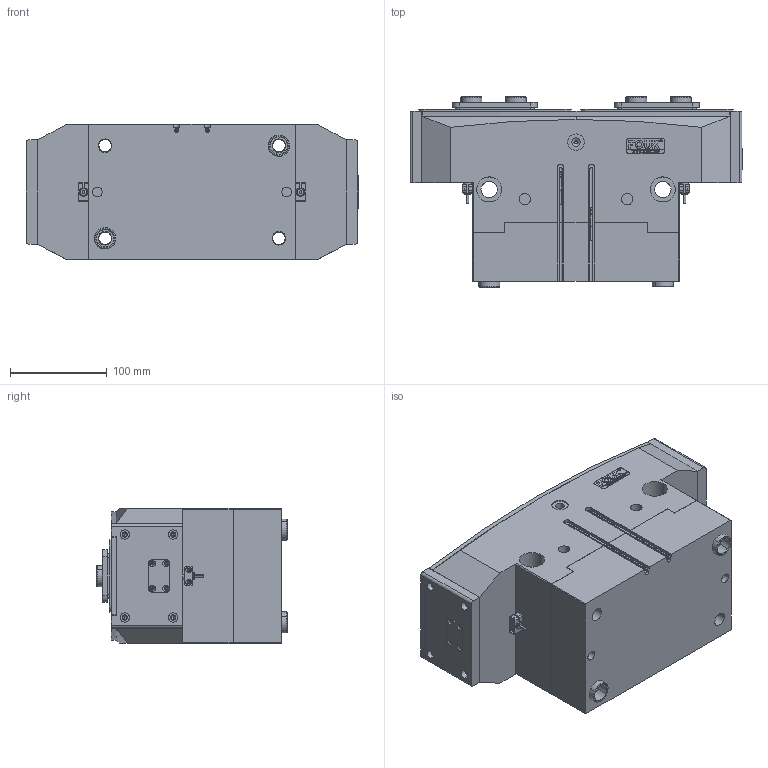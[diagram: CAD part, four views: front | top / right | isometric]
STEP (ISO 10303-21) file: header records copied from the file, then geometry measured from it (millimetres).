
FILE_DESCRIPTION (( 'STEP AP203' ), '1' );
FILE_NAME ('FR136-320-S-P-NO.STEP', '2025-05-07T01:17:13', ( 'USER-' ), ( 'Microsoft' ), 'SwSTEP 2.0', 'SolidWorks 2018', '' );
FILE_SCHEMA (( 'CONFIG_CONTROL_DESIGN' ));
Length unit declared in the file: millimetre
Products named in the file (19): 22x16-25杶种; TRT136-320-S饜滅鳥; 8-30 換覜ん; TRT136-320-M-14 忒硌薊啣; TRT136-320-SX-02 喘倛賑輸; P-GS-T-01 喘倛蚚標釱; 40x15-R2.5; TRT136-320-M-12 耜猾极; 内六角圆柱头螺钉[GBT70_1-2008][M2.5×8]_M2.5×8; FR136-320-S-P-NO; ﾏ擎ﾗ22｡ﾁ16｡ﾁ12; TR240-15耜猾苤裔耀倰; TRT136-320-MX-22B 晊扥极; TRT136-320-MX-01 齿形壳体(默认_按加工_); TRT136-320-M-11 奻葡裔啣; TRT136-320-M-13 移动挡板(默认); TRT136-320-MX-06 笢猾え; 晚假蚾輸B; 棠羲換覜ん
Assembly tree (34 placements, depth 3):
  FR136-320-S-P-NO
    TRT136-320-MX-01 齿形壳体(默认_按加工_)
    TRT136-320-SX-02 喘倛賑輸  x2
    8-30 換覜ん  x2
    晚假蚾輸B  x2
    TRT136-320-MX-06 笢猾え
    P-GS-T-01 喘倛蚚標釱  x2
    40x15-R2.5
    棠羲換覜ん  x2
    内六角圆柱头螺钉[GBT70_1-2008][M2.5×8]_M2.5×8  x4
    TRT136-320-S饜滅鳥
      22x16-25杶种  x4
      TRT136-320-M-11 奻葡裔啣
      TRT136-320-M-12 耜猾极  x2
      TRT136-320-M-14 忒硌薊啣  x2
      TRT136-320-M-13 移动挡板(默认)  x2
      TR240-15耜猾苤裔耀倰  x2
    TRT136-320-MX-22B 晊扥极
    ﾏ擎ﾗ22｡ﾁ16｡ﾁ12  x2
Bounding box: 344 x 197 x 140 mm (x, y, z)
Volume: 6052712.9 mm3; surface area: 693022.8 mm2
Topology: 33 solids, 37 shells, 1909 faces, 4885 edges, 3083 vertices
Faces by surface type: plane 784, cylinder 625, cone 329, bspline 155, torus 16
Entity records: 51919 total; most frequent: CARTESIAN_POINT 14730, ORIENTED_EDGE 7294, DIRECTION 6956, EDGE_CURVE 3647, VERTEX_POINT 2367, AXIS2_PLACEMENT_3D 2361, LINE 2234, VECTOR 2234
